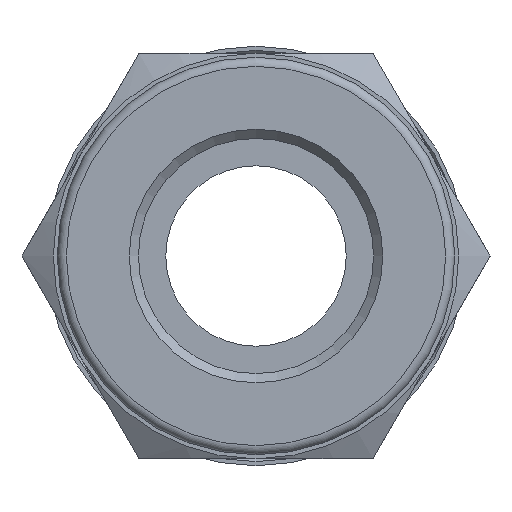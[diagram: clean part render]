
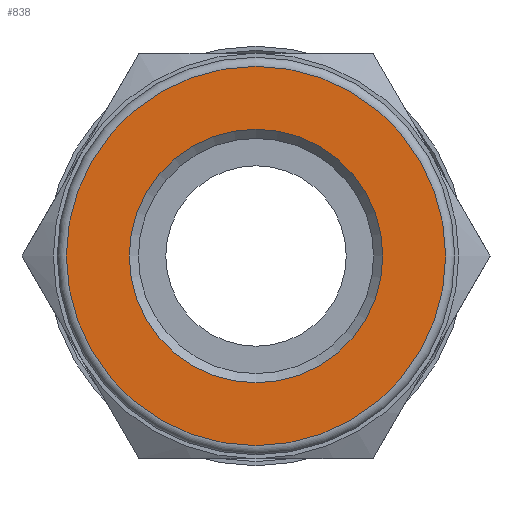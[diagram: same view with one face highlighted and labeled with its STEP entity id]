
A CAD part, left-side view. The second image highlights one B-rep face of the part: STEP entity #838.
In plain terms, the highlighted planar face has unit normal (-1, 0, 0).
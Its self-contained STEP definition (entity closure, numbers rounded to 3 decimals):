
#52=FACE_BOUND('',#193,.T.);
#80=CIRCLE('',#935,6.95);
#81=CIRCLE('',#937,10.4);
#132=FACE_OUTER_BOUND('',#192,.T.);
#192=EDGE_LOOP('',(#652));
#193=EDGE_LOOP('',(#653));
#388=VERTEX_POINT('',#1411);
#389=VERTEX_POINT('',#1415);
#485=EDGE_CURVE('',#388,#388,#80,.T.);
#486=EDGE_CURVE('',#389,#389,#81,.T.);
#652=ORIENTED_EDGE('',*,*,#486,.F.);
#653=ORIENTED_EDGE('',*,*,#485,.T.);
#801=PLANE('',#936);
#838=ADVANCED_FACE('',(#132,#52),#801,.T.);
#935=AXIS2_PLACEMENT_3D('',#1413,#1107,#1108);
#936=AXIS2_PLACEMENT_3D('',#1414,#1109,#1110);
#937=AXIS2_PLACEMENT_3D('',#1416,#1111,#1112);
#1107=DIRECTION('center_axis',(1.,0.,0.));
#1108=DIRECTION('ref_axis',(0.,0.,-1.));
#1109=DIRECTION('center_axis',(-1.,0.,0.));
#1110=DIRECTION('ref_axis',(0.,0.,1.));
#1111=DIRECTION('center_axis',(1.,0.,0.));
#1112=DIRECTION('ref_axis',(0.,0.,-1.));
#1411=CARTESIAN_POINT('',(-0.048,-6.95,0.));
#1413=CARTESIAN_POINT('Origin',(-0.048,0.,
0.));
#1414=CARTESIAN_POINT('Origin',(-0.048,10.4,0.));
#1415=CARTESIAN_POINT('',(-0.048,0.,10.4));
#1416=CARTESIAN_POINT('Origin',(-0.048,0.,
0.));
